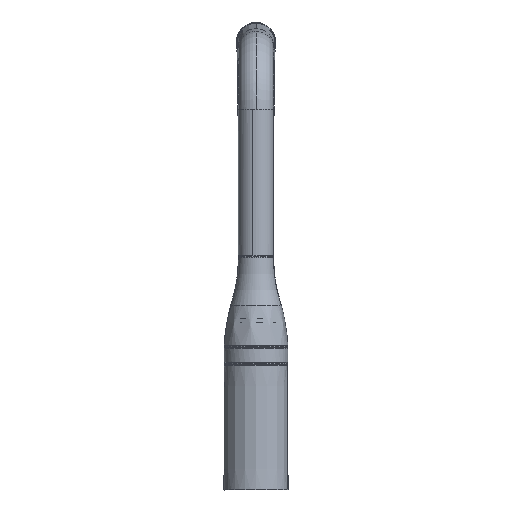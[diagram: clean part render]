
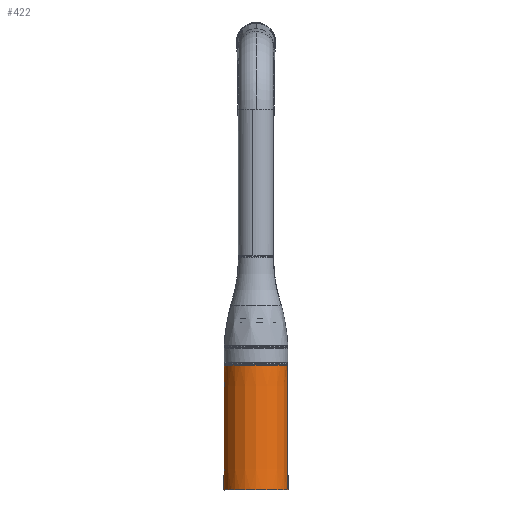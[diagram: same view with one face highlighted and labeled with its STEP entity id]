
A CAD part, left-side view. The second image highlights one B-rep face of the part: STEP entity #422.
In plain terms, the highlighted conical face has half-angle 0.202 degrees and reference radius 25.501 mm.
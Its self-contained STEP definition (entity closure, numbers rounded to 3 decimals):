
#284=CONICAL_SURFACE('',#17755,25.501,0.202);
#422=ADVANCED_FACE('extract.1',(#1250),#284,.T.);
#667=VECTOR('',#18263,99.301);
#668=VECTOR('',#18264,99.301);
#800=LINE('',#7813,#667);
#801=LINE('',#7814,#668);
#1250=FACE_OUTER_BOUND('',#4419,.T.);
#2027=ORIENTED_EDGE('',*,*,#3143,.F.);
#2028=ORIENTED_EDGE('',*,*,#3144,.T.);
#2029=ORIENTED_EDGE('',*,*,#3140,.T.);
#2030=ORIENTED_EDGE('',*,*,#3145,.F.);
#3140=EDGE_CURVE('225',#4027,#4026,#3650,.T.);
#3143=EDGE_CURVE('223',#4028,#4029,#3653,.T.);
#3144=EDGE_CURVE('221',#4028,#4027,#800,.T.);
#3145=EDGE_CURVE('305',#4029,#4026,#801,.T.);
#3650=CIRCLE('',#17751,25.501);
#3653=CIRCLE('',#17756,25.85);
#4026=VERTEX_POINT('132',#7807);
#4027=VERTEX_POINT('170',#7809);
#4028=VERTEX_POINT('169',#7813);
#4029=VERTEX_POINT('117',#7814);
#4419=EDGE_LOOP('',(#2027,#2028,#2029,#2030));
#7807=CARTESIAN_POINT('',(4.428,25.113,99.301));
#7809=CARTESIAN_POINT('',(-4.428,-25.113,99.301));
#7810=CARTESIAN_POINT('',(0.,0.,99.301));
#7812=CARTESIAN_POINT('',(0.,0.,99.321));
#7813=CARTESIAN_POINT('',(-4.489,-25.457,0.));
#7814=CARTESIAN_POINT('',(4.489,25.457,0.));
#7815=CARTESIAN_POINT('',(0.,0.,0.));
#17751=AXIS2_PLACEMENT_3D('',#7810,#18074,#18184);
#17755=AXIS2_PLACEMENT_3D('',#7812,#18074,#18262);
#17756=AXIS2_PLACEMENT_3D('',#7815,#18074,#18184);
#18074=DIRECTION('',(0.,0.,-1.));
#18184=DIRECTION('',(-0.174,-0.985,0.));
#18262=DIRECTION('',(-0.173,-0.985,0.));
#18263=DIRECTION('',(0.001,0.003,1.));
#18264=DIRECTION('',(-0.001,-0.003,1.));
